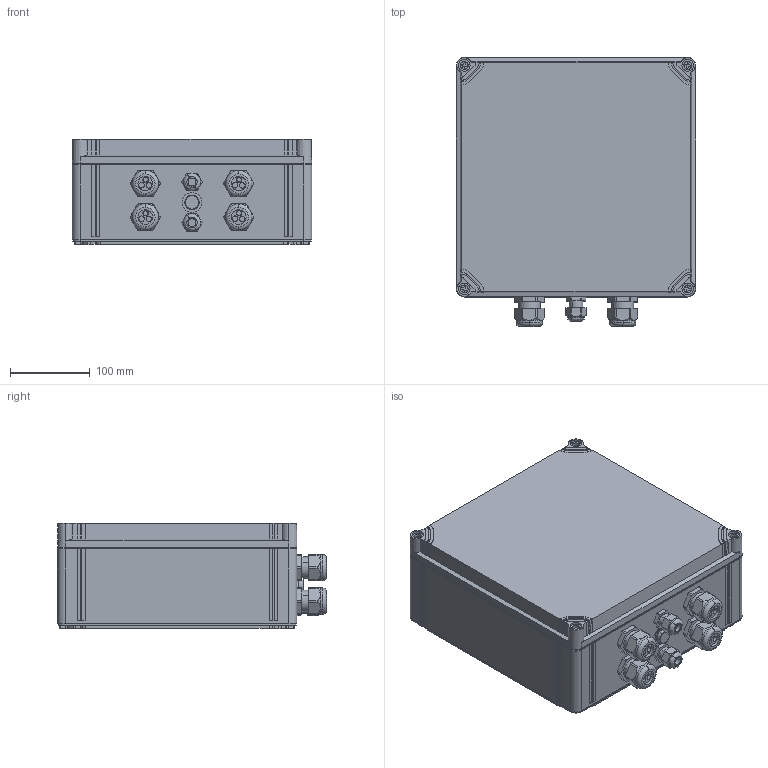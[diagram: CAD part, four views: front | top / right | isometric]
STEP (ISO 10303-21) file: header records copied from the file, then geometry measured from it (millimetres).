
FILE_DESCRIPTION(('CATIA V5 STEP Exchange','CAx-IF Rec.Pracs.--- Model Styling and Organization---1.5--- 2016-08-15','CAx-IF Rec.Pracs.---Supplemental Geometry---1.0---2011-11-01','CAx-IF Rec.Pracs.--- Composite Materials ---1.1---2010-07-15'),'2;1');
FILE_NAME ('D1411907_4', '2025-04-10T07:01:22+00:00', ('none'), ('Weidmueller'), 'CATIA Version 5-6 Release 2022 SP4 HF5', 'CATIA V5 STEP AP214 v3', 'none');
FILE_SCHEMA(('AUTOMOTIVE_DESIGN { 1 0 10303 214 1 1 1 1 }'));
Length unit declared in the file: millimetre
Products named in the file (1): S3D_PVN_DC_3IF_3O_1MPP_SPD1R_CG
Bounding box: 300 x 337 x 132 mm (x, y, z)
Volume: 11628232.4 mm3; surface area: 381971.7 mm2
Topology: 1 solids, 1 shells, 859 faces, 2688 edges, 1896 vertices
Faces by surface type: plane 473, cylinder 266, cone 72, bspline 20, extrusion 16, torus 12
Entity records: 32483 total; most frequent: CARTESIAN_POINT 9424, ORIENTED_EDGE 5372, DIRECTION 3383, EDGE_CURVE 2686, VERTEX_POINT 1896, VECTOR 1399, LINE 1383, AXIS2_PLACEMENT_3D 1369
